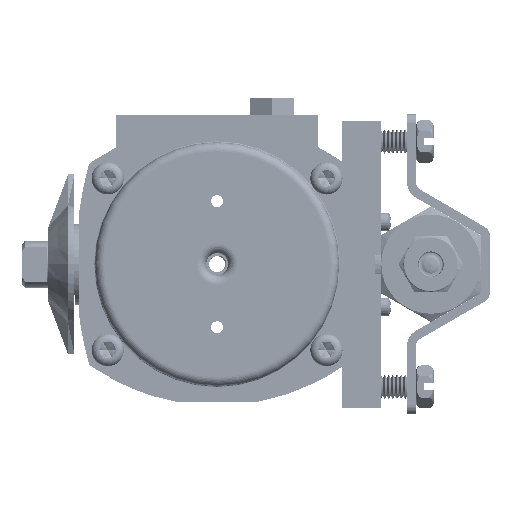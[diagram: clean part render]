
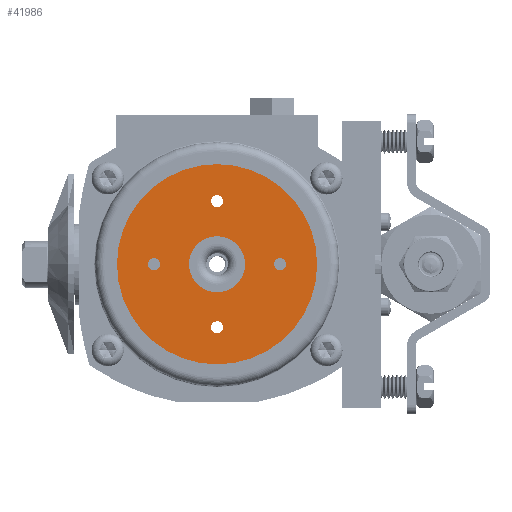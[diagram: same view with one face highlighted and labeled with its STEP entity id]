
A CAD part, left-side view. The second image highlights one B-rep face of the part: STEP entity #41986.
In plain terms, the highlighted planar face has unit normal (-1, 0, 0).
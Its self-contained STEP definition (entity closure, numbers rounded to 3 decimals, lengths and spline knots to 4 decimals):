
#64 = VERTEX_POINT ( 'NONE', #187595 ) ;
#806 = DIRECTION ( 'NONE',  ( 0., 0., -1. ) ) ;
#1144 = DIRECTION ( 'NONE',  ( 0., 0., -1. ) ) ;
#1187 = DIRECTION ( 'NONE',  ( -1., 0., 0. ) ) ;
#1400 = CARTESIAN_POINT ( 'NONE',  ( -3.9665, 2.136, 0. ) ) ;
#2448 = CARTESIAN_POINT ( 'NONE',  ( -3.9665, 2.766, 0. ) ) ;
#2610 = EDGE_CURVE ( 'NONE', #64, #183880, #204586, .T. ) ;
#4820 = AXIS2_PLACEMENT_3D ( 'NONE', #118384, #20804, #134866 ) ;
#6052 = ORIENTED_EDGE ( 'NONE', *, *, #82263, .F. ) ;
#6724 = EDGE_CURVE ( 'NONE', #183880, #64, #23670, .T. ) ;
#7321 = CARTESIAN_POINT ( 'NONE',  ( -3.9665, 2.136, -0.63 ) ) ;
#7914 = VERTEX_POINT ( 'NONE', #174300 ) ;
#10874 = EDGE_CURVE ( 'NONE', #7914, #66489, #114559, .T. ) ;
#11252 = ORIENTED_EDGE ( 'NONE', *, *, #2610, .T. ) ;
#12860 = VERTEX_POINT ( 'NONE', #190110 ) ;
#14162 = VERTEX_POINT ( 'NONE', #200144 ) ;
#19044 = DIRECTION ( 'NONE',  ( 0., 0., -1. ) ) ;
#19240 = PLANE ( 'NONE',  #32802 ) ;
#20334 = CIRCLE ( 'NONE', #182465, 0.06 ) ;
#20804 = DIRECTION ( 'NONE',  ( -1., 0., 0. ) ) ;
#21302 = CARTESIAN_POINT ( 'NONE',  ( -3.9665, 2.766, 0. ) ) ;
#22343 = CARTESIAN_POINT ( 'NONE',  ( -3.9665, 2.136, 0.57 ) ) ;
#23670 = CIRCLE ( 'NONE', #90009, 1.1125 ) ;
#23890 = DIRECTION ( 'NONE',  ( 0., 1., 0. ) ) ;
#24315 = FACE_BOUND ( 'NONE', #207133, .T. ) ;
#25792 = CIRCLE ( 'NONE', #141909, 0.06 ) ;
#32802 = AXIS2_PLACEMENT_3D ( 'NONE', #149120, #133386, #35814 ) ;
#33574 = AXIS2_PLACEMENT_3D ( 'NONE', #212660, #212617, #212447 ) ;
#35814 = DIRECTION ( 'NONE',  ( 0., 0., -1. ) ) ;
#36163 = AXIS2_PLACEMENT_3D ( 'NONE', #172448, #74585, #188956 ) ;
#37807 = DIRECTION ( 'NONE',  ( 0., 0., -1. ) ) ;
#39718 = VERTEX_POINT ( 'NONE', #209385 ) ;
#39835 = EDGE_CURVE ( 'NONE', #95112, #39718, #111196, .T. ) ;
#41825 = CARTESIAN_POINT ( 'NONE',  ( -3.9665, 2.766, 0.06 ) ) ;
#41986 = ADVANCED_FACE ( 'NONE', ( #111049, #193148, #67724, #24315, #149337, #105945 ), #19240, .T. ) ;
#43275 = DIRECTION ( 'NONE',  ( -1., 0., 0. ) ) ;
#43776 = EDGE_LOOP ( 'NONE', ( #105697, #6052 ) ) ;
#52377 = ORIENTED_EDGE ( 'NONE', *, *, #64444, .F. ) ;
#53995 = CARTESIAN_POINT ( 'NONE',  ( -3.9665, 2.136, 0. ) ) ;
#55044 = AXIS2_PLACEMENT_3D ( 'NONE', #166804, #166761, #166319 ) ;
#59400 = CIRCLE ( 'NONE', #4820, 0.22 ) ;
#64444 = EDGE_CURVE ( 'NONE', #69276, #166012, #59400, .T. ) ;
#66489 = VERTEX_POINT ( 'NONE', #22343 ) ;
#67724 = FACE_OUTER_BOUND ( 'NONE', #127274, .T. ) ;
#69276 = VERTEX_POINT ( 'NONE', #75379 ) ;
#69913 = ORIENTED_EDGE ( 'NONE', *, *, #116172, .T. ) ;
#70351 = DIRECTION ( 'NONE',  ( 0., 0., -1. ) ) ;
#74585 = DIRECTION ( 'NONE',  ( 1., 0., 0. ) ) ;
#75379 = CARTESIAN_POINT ( 'NONE',  ( -3.9665, 2.136, 0.22 ) ) ;
#76655 = EDGE_CURVE ( 'NONE', #12860, #14162, #25792, .T. ) ;
#78699 = ORIENTED_EDGE ( 'NONE', *, *, #150617, .F. ) ;
#82083 = CARTESIAN_POINT ( 'NONE',  ( -3.9665, 2.136, -0.63 ) ) ;
#82263 = EDGE_CURVE ( 'NONE', #39718, #95112, #20334, .T. ) ;
#87550 = CIRCLE ( 'NONE', #36163, 0.06 ) ;
#90009 = AXIS2_PLACEMENT_3D ( 'NONE', #1400, #1187, #1144 ) ;
#92444 = AXIS2_PLACEMENT_3D ( 'NONE', #7321, #121487, #23890 ) ;
#93557 = CIRCLE ( 'NONE', #92444, 0.06 ) ;
#93963 = ORIENTED_EDGE ( 'NONE', *, *, #179590, .T. ) ;
#95112 = VERTEX_POINT ( 'NONE', #120797 ) ;
#98375 = DIRECTION ( 'NONE',  ( 0., 1., 0. ) ) ;
#98728 = DIRECTION ( 'NONE',  ( -1., 0., 0. ) ) ;
#105697 = ORIENTED_EDGE ( 'NONE', *, *, #39835, .F. ) ;
#105945 = FACE_BOUND ( 'NONE', #107286, .T. ) ;
#107286 = EDGE_LOOP ( 'NONE', ( #93963, #168256 ) ) ;
#111049 = FACE_BOUND ( 'NONE', #178502, .T. ) ;
#111196 = CIRCLE ( 'NONE', #137687, 0.06 ) ;
#114559 = CIRCLE ( 'NONE', #55044, 0.06 ) ;
#116172 = EDGE_CURVE ( 'NONE', #159932, #177626, #180006, .T. ) ;
#116694 = DIRECTION ( 'NONE',  ( 1., 0., 0. ) ) ;
#118384 = CARTESIAN_POINT ( 'NONE',  ( -3.9665, 2.136, 0. ) ) ;
#120797 = CARTESIAN_POINT ( 'NONE',  ( -3.9665, 1.506, -0.06 ) ) ;
#121487 = DIRECTION ( 'NONE',  ( -1., 0., 0. ) ) ;
#127274 = EDGE_LOOP ( 'NONE', ( #11252, #146632 ) ) ;
#132557 = AXIS2_PLACEMENT_3D ( 'NONE', #53995, #168199, #70351 ) ;
#133386 = DIRECTION ( 'NONE',  ( -1., 0., 0. ) ) ;
#133891 = ORIENTED_EDGE ( 'NONE', *, *, #175264, .F. ) ;
#134866 = DIRECTION ( 'NONE',  ( 0., 0., -1. ) ) ;
#135372 = DIRECTION ( 'NONE',  ( 1., 0., 0. ) ) ;
#136155 = ORIENTED_EDGE ( 'NONE', *, *, #176796, .T. ) ;
#136589 = ORIENTED_EDGE ( 'NONE', *, *, #76655, .F. ) ;
#137687 = AXIS2_PLACEMENT_3D ( 'NONE', #140856, #43275, #157364 ) ;
#140856 = CARTESIAN_POINT ( 'NONE',  ( -3.9665, 1.506, 0. ) ) ;
#141909 = AXIS2_PLACEMENT_3D ( 'NONE', #82083, #196597, #98375 ) ;
#146632 = ORIENTED_EDGE ( 'NONE', *, *, #6724, .T. ) ;
#149120 = CARTESIAN_POINT ( 'NONE',  ( -3.9665, 1.468, 0. ) ) ;
#149337 = FACE_BOUND ( 'NONE', #183302, .T. ) ;
#150617 = EDGE_CURVE ( 'NONE', #14162, #12860, #93557, .T. ) ;
#154342 = AXIS2_PLACEMENT_3D ( 'NONE', #2448, #116694, #19044 ) ;
#157364 = DIRECTION ( 'NONE',  ( 0., 0., -1. ) ) ;
#159932 = VERTEX_POINT ( 'NONE', #41825 ) ;
#163454 = CARTESIAN_POINT ( 'NONE',  ( -3.9665, 2.136, 1.1125 ) ) ;
#166012 = VERTEX_POINT ( 'NONE', #202902 ) ;
#166319 = DIRECTION ( 'NONE',  ( 0., 1., 0. ) ) ;
#166761 = DIRECTION ( 'NONE',  ( 1., 0., 0. ) ) ;
#166804 = CARTESIAN_POINT ( 'NONE',  ( -3.9665, 2.136, 0.63 ) ) ;
#168199 = DIRECTION ( 'NONE',  ( -1., 0., 0. ) ) ;
#168256 = ORIENTED_EDGE ( 'NONE', *, *, #10874, .T. ) ;
#168438 = CIRCLE ( 'NONE', #132557, 0.22 ) ;
#172448 = CARTESIAN_POINT ( 'NONE',  ( -3.9665, 2.136, 0.63 ) ) ;
#174300 = CARTESIAN_POINT ( 'NONE',  ( -3.9665, 2.136, 0.69 ) ) ;
#175264 = EDGE_CURVE ( 'NONE', #166012, #69276, #168438, .T. ) ;
#176796 = EDGE_CURVE ( 'NONE', #177626, #159932, #177378, .T. ) ;
#177378 = CIRCLE ( 'NONE', #204436, 0.06 ) ;
#177626 = VERTEX_POINT ( 'NONE', #193631 ) ;
#178502 = EDGE_LOOP ( 'NONE', ( #136155, #69913 ) ) ;
#179590 = EDGE_CURVE ( 'NONE', #66489, #7914, #87550, .T. ) ;
#180006 = CIRCLE ( 'NONE', #154342, 0.06 ) ;
#182465 = AXIS2_PLACEMENT_3D ( 'NONE', #196966, #98728, #806 ) ;
#183302 = EDGE_LOOP ( 'NONE', ( #136589, #78699 ) ) ;
#183880 = VERTEX_POINT ( 'NONE', #163454 ) ;
#187595 = CARTESIAN_POINT ( 'NONE',  ( -3.9665, 2.136, -1.1125 ) ) ;
#188956 = DIRECTION ( 'NONE',  ( 0., 1., 0. ) ) ;
#190110 = CARTESIAN_POINT ( 'NONE',  ( -3.9665, 2.136, -0.69 ) ) ;
#193148 = FACE_BOUND ( 'NONE', #43776, .T. ) ;
#193631 = CARTESIAN_POINT ( 'NONE',  ( -3.9665, 2.766, -0.06 ) ) ;
#196597 = DIRECTION ( 'NONE',  ( -1., 0., 0. ) ) ;
#196966 = CARTESIAN_POINT ( 'NONE',  ( -3.9665, 1.506, 0. ) ) ;
#200144 = CARTESIAN_POINT ( 'NONE',  ( -3.9665, 2.136, -0.57 ) ) ;
#202902 = CARTESIAN_POINT ( 'NONE',  ( -3.9665, 2.136, -0.22 ) ) ;
#204436 = AXIS2_PLACEMENT_3D ( 'NONE', #21302, #135372, #37807 ) ;
#204586 = CIRCLE ( 'NONE', #33574, 1.1125 ) ;
#207133 = EDGE_LOOP ( 'NONE', ( #133891, #52377 ) ) ;
#209385 = CARTESIAN_POINT ( 'NONE',  ( -3.9665, 1.506, 0.06 ) ) ;
#212447 = DIRECTION ( 'NONE',  ( 0., 0., -1. ) ) ;
#212617 = DIRECTION ( 'NONE',  ( -1., 0., 0. ) ) ;
#212660 = CARTESIAN_POINT ( 'NONE',  ( -3.9665, 2.136, 0. ) ) ;
